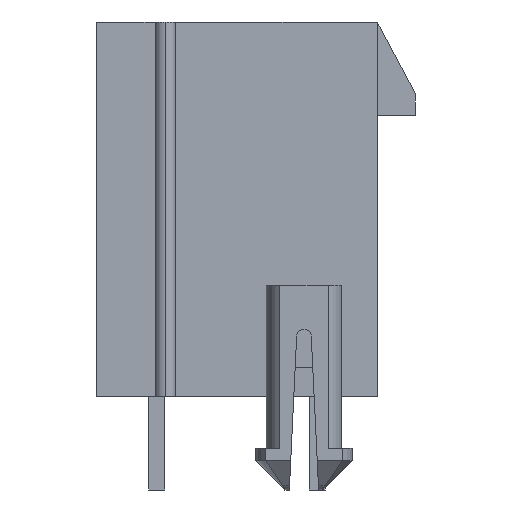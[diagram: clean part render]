
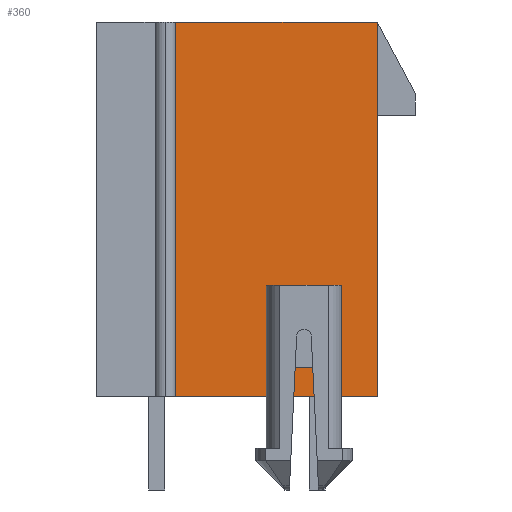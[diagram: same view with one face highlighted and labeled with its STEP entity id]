
A CAD part, left-side view. The second image highlights one B-rep face of the part: STEP entity #360.
In plain terms, the highlighted planar face has unit normal (-1, 0, 0).
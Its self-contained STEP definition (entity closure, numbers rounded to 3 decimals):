
#360=ADVANCED_FACE('',(#1280,#1281),#1282,.T.);
#1280=FACE_OUTER_BOUND('',#2419,.T.);
#1281=FACE_BOUND('',#2420,.T.);
#1282=PLANE('',#2421);
#2419=EDGE_LOOP('',(#5566,#5567,#5568,#5569));
#2420=EDGE_LOOP('',(#5570,#5571,#5572,#5573));
#2421=AXIS2_PLACEMENT_3D('',#5574,#5575,#5576);
#5566=ORIENTED_EDGE('',*,*,#7310,.T.);
#5567=ORIENTED_EDGE('',*,*,#7543,.T.);
#5568=ORIENTED_EDGE('',*,*,#7582,.F.);
#5569=ORIENTED_EDGE('',*,*,#8232,.F.);
#5570=ORIENTED_EDGE('',*,*,#8233,.F.);
#5571=ORIENTED_EDGE('',*,*,#8234,.F.);
#5572=ORIENTED_EDGE('',*,*,#8235,.T.);
#5573=ORIENTED_EDGE('',*,*,#8236,.F.);
#5574=CARTESIAN_POINT('',(-25.75,4.8,-12.8));
#5575=DIRECTION('',(-1.0,0.0,0.0));
#5576=DIRECTION('',(0.0,0.0,1.0));
#7310=EDGE_CURVE('',#8798,#8796,#8799,.T.);
#7543=EDGE_CURVE('',#8796,#9231,#9234,.T.);
#7582=EDGE_CURVE('',#9281,#9231,#9283,.T.);
#8232=EDGE_CURVE('',#8798,#9281,#10365,.T.);
#8233=EDGE_CURVE('',#10366,#10367,#10368,.T.);
#8234=EDGE_CURVE('',#10369,#10366,#10370,.T.);
#8235=EDGE_CURVE('',#10369,#10371,#10372,.T.);
#8236=EDGE_CURVE('',#10367,#10371,#10373,.T.);
#8796=VERTEX_POINT('',#11204);
#8798=VERTEX_POINT('',#11207);
#8799=LINE('',#11208,#11209);
#9231=VERTEX_POINT('',#11871);
#9234=LINE('',#11875,#11876);
#9281=VERTEX_POINT('',#11960);
#9283=LINE('',#11962,#11963);
#10365=LINE('',#13694,#13695);
#10366=VERTEX_POINT('',#13696);
#10367=VERTEX_POINT('',#13697);
#10368=LINE('',#13698,#13699);
#10369=VERTEX_POINT('',#13700);
#10370=LINE('',#13701,#13702);
#10371=VERTEX_POINT('',#13703);
#10372=LINE('',#13704,#13705);
#10373=LINE('',#13706,#13707);
#11204=CARTESIAN_POINT('',(-25.75,-4.8,-12.8));
#11207=CARTESIAN_POINT('',(-25.75,2.1,-12.8));
#11208=CARTESIAN_POINT('',(-25.75,2.1,-12.8));
#11209=VECTOR('',#14626,6.9);
#11871=CARTESIAN_POINT('',(-25.75,-4.8,0.0));
#11875=CARTESIAN_POINT('',(-25.75,-4.8,-12.8));
#11876=VECTOR('',#14861,12.8);
#11960=CARTESIAN_POINT('',(-25.75,2.1,0.0));
#11962=CARTESIAN_POINT('',(-25.75,2.1,0.0));
#11963=VECTOR('',#14902,6.9);
#13694=CARTESIAN_POINT('',(-25.75,2.1,-12.8));
#13695=VECTOR('',#15552,12.8);
#13696=CARTESIAN_POINT('',(-25.75,-3.04,-11.8));
#13697=CARTESIAN_POINT('',(-25.75,-3.04,-9.0));
#13698=CARTESIAN_POINT('',(-25.75,-3.04,-11.8));
#13699=VECTOR('',#15553,2.8);
#13700=CARTESIAN_POINT('',(-25.75,-1.54,-11.8));
#13701=CARTESIAN_POINT('',(-25.75,-1.54,-11.8));
#13702=VECTOR('',#15554,1.5);
#13703=CARTESIAN_POINT('',(-25.75,-1.54,-9.0));
#13704=CARTESIAN_POINT('',(-25.75,-1.54,-11.8));
#13705=VECTOR('',#15555,2.8);
#13706=CARTESIAN_POINT('',(-25.75,-3.04,-9.0));
#13707=VECTOR('',#15556,1.5);
#14626=DIRECTION('',(0.0,-1.0,0.0));
#14861=DIRECTION('',(0.0,0.0,1.0));
#14902=DIRECTION('',(0.0,-1.0,0.0));
#15552=DIRECTION('',(0.0,0.0,1.0));
#15553=DIRECTION('',(0.0,0.0,1.0));
#15554=DIRECTION('',(0.0,-1.0,0.0));
#15555=DIRECTION('',(0.0,0.0,1.0));
#15556=DIRECTION('',(0.0,1.0,0.0));
